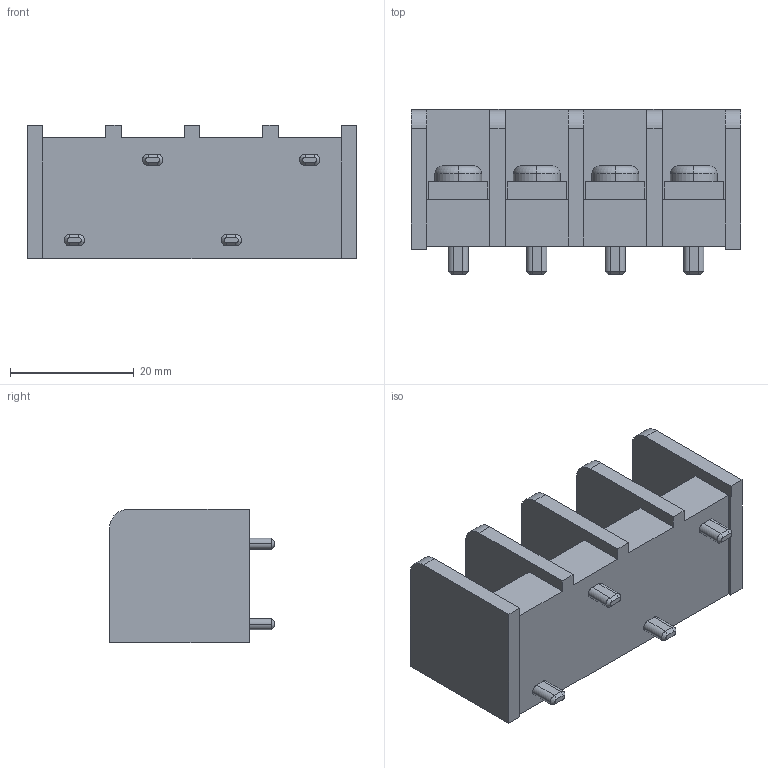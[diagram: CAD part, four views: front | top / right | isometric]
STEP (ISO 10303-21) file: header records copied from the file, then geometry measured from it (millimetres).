
FILE_DESCRIPTION(('STEP AP214'),'1');
FILE_NAME('0389690004.stp','2024-11-22T21:50:23',('TraceParts'),('TraceParts S.A.'),'Spatial InterOp 3D',' ',' ');
FILE_SCHEMA(('AUTOMOTIVE_DESIGN { 1 0 10303 214 1 1 1 1 }'));
Length unit declared in the file: millimetre
Products named in the file (1): 0389690004_1
Bounding box: 53.34 x 26.67 x 21.59 mm (x, y, z)
Volume: 14749.8 mm3; surface area: 8700.1 mm2
Topology: 1 solids, 1 shells, 155 faces, 411 edges, 282 vertices
Faces by surface type: plane 106, cylinder 33, torus 8, cone 8
Entity records: 4929 total; most frequent: CARTESIAN_POINT 986, DIRECTION 823, ORIENTED_EDGE 798, EDGE_CURVE 399, LINE 281, VECTOR 281, AXIS2_PLACEMENT_3D 271, VERTEX_POINT 258
